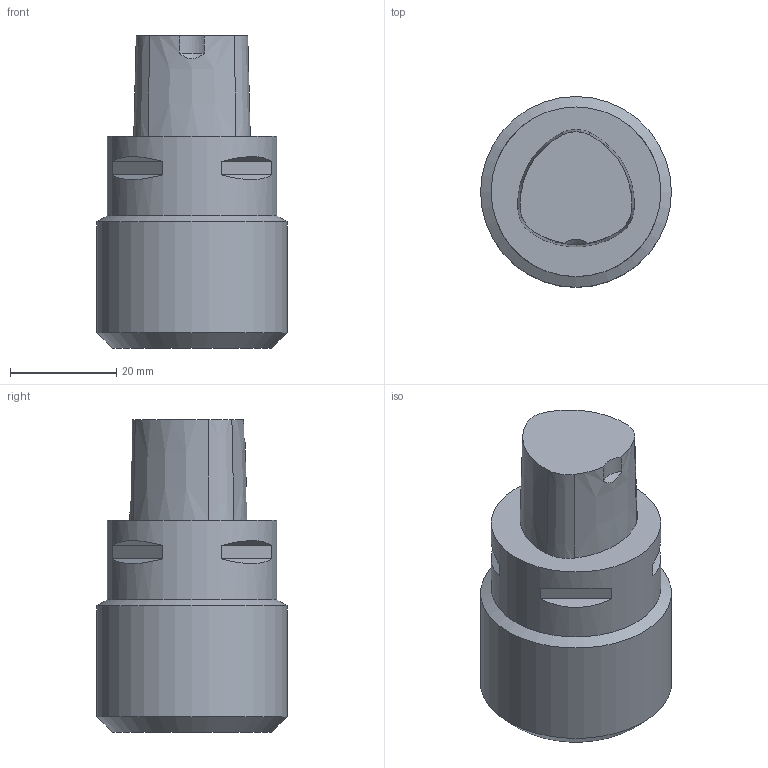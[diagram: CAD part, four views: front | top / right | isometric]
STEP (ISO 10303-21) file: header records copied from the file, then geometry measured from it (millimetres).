
FILE_DESCRIPTION(/* description */ (''),/* implementation_level */ '2;1');
FILE_NAME(/* name */ '1527146697329.stp',/* time_stamp */ '2018-05-24T09:25:03+02:00',/* author */ (''),/* organization */ ('SMS'),/* preprocessor_version */ 'ST-DEVELOPER v15',/* originating_system */ 'SIEMENS PLM Software NX 8.5',/* authorisation */ '');
FILE_SCHEMA (('AUTOMOTIVE_DESIGN { 1 0 10303 214 3 1 1 1 }'));
Length unit declared in the file: millimetre
Products named in the file (1): 112029773mod000_00
Bounding box: 36 x 36 x 59 mm (x, y, z)
Volume: 43575.4 mm3; surface area: 7377.1 mm2
Topology: 1 solids, 1 shells, 27 faces, 58 edges, 41 vertices
Faces by surface type: plane 15, cone 9, cylinder 3
Full cylindrical faces by diameter (mm): 32 x1, 36 x1
Entity records: 799 total; most frequent: DIRECTION 144, CARTESIAN_POINT 139, ORIENTED_EDGE 106, AXIS2_PLACEMENT_3D 61, EDGE_CURVE 53, VERTEX_POINT 37, EDGE_LOOP 36, ADVANCED_FACE 27
